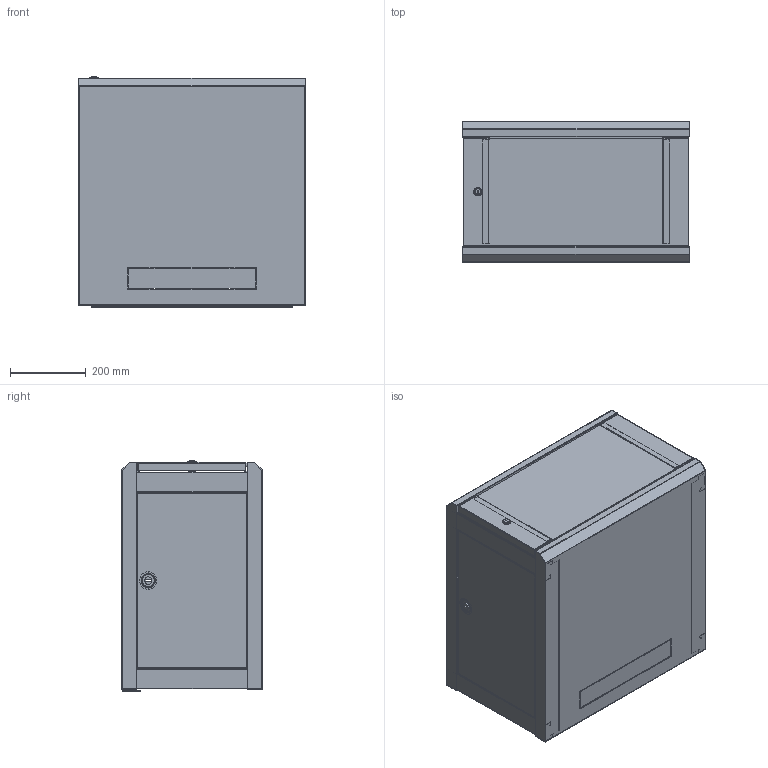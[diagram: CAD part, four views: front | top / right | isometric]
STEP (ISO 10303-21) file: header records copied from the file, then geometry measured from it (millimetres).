
FILE_DESCRIPTION (( 'STEP AP214' ), '1' );
FILE_NAME ('LC-SMA6606-W_3D.step', '2023-07-20T14:41:53', ( '' ), ( '' ), 'SwSTEP 2.0', 'SolidWorks 2022', '' );
FILE_SCHEMA (( 'AUTOMOTIVE_DESIGN' ));
Length unit declared in the file: millimetre
Products named in the file (24): Frame Assy^LC-SMA6606-W; door panel^door assy_LC-SMA6606-W; int lock-wshr, lock^door lock_door assy_LC-SMA6606-W; vt^Frame Assy_LC-SMA6606-W; door washer^LC-SMA6606-W; Wall Mtg Pl^LC-SMA6606-W; Back Pl^LC-SMA6606-W; door lock^door assy_LC-SMA6606-W; latch, lock^door lock_door assy_LC-SMA6606-W; Vert Mtg Rails^LC-SMA6606-W; Hz L Brkt^LC-SMA6606-W; door frame left with lock^door assy_LC-SMA6606-W; base pnl^LC-SMA6606-W; HZ beam^LC-SMA6606-W; wshr, lock^door lock_door assy_LC-SMA6606-W; screw, Lock^door lock_door assy_LC-SMA6606-W; door assy^LC-SMA6606-W; cylinder, lock^door lock_door assy_LC-SMA6606-W; door frame right^door assy_LC-SMA6606-W; side pnl^LC-SMA6606-W; nut, lock^door lock_door assy_LC-SMA6606-W; LC-SMA6606-W_3D; hz^Frame Assy_LC-SMA6606-W; top cover^LC-SMA6606-W
Assembly tree (34 placements, depth 4):
  LC-SMA6606-W_3D
    base pnl^LC-SMA6606-W
    HZ beam^LC-SMA6606-W  x4
    Frame Assy^LC-SMA6606-W  x2
      hz^Frame Assy_LC-SMA6606-W
      vt^Frame Assy_LC-SMA6606-W
    Back Pl^LC-SMA6606-W
    Wall Mtg Pl^LC-SMA6606-W
    Vert Mtg Rails^LC-SMA6606-W  x4
    Hz L Brkt^LC-SMA6606-W  x2
    door washer^LC-SMA6606-W
    door assy^LC-SMA6606-W
      door panel^door assy_LC-SMA6606-W
      door frame left with lock^door assy_LC-SMA6606-W
      door frame right^door assy_LC-SMA6606-W
      door lock^door assy_LC-SMA6606-W
        cylinder, lock^door lock_door assy_LC-SMA6606-W
        latch, lock^door lock_door assy_LC-SMA6606-W
        nut, lock^door lock_door assy_LC-SMA6606-W
        wshr, lock^door lock_door assy_LC-SMA6606-W
        int lock-wshr, lock^door lock_door assy_LC-SMA6606-W
        screw, Lock^door lock_door assy_LC-SMA6606-W
    side pnl^LC-SMA6606-W  x2
    top cover^LC-SMA6606-W
Bounding box: 600 x 371.4 x 608.8 mm (x, y, z)
Volume: 3339985.7 mm3; surface area: 4774151.8 mm2
Topology: 33 solids, 35 shells, 1950 faces, 5294 edges, 3407 vertices
Faces by surface type: plane 1367, cylinder 427, bspline 82, cone 66, torus 8
Entity records: 47246 total; most frequent: CARTESIAN_POINT 9770, ORIENTED_EDGE 5891, DIRECTION 5384, EDGE_CURVE 2955, LINE 2188, VECTOR 2188, VERTEX_POINT 1902, AXIS2_PLACEMENT_3D 1598
